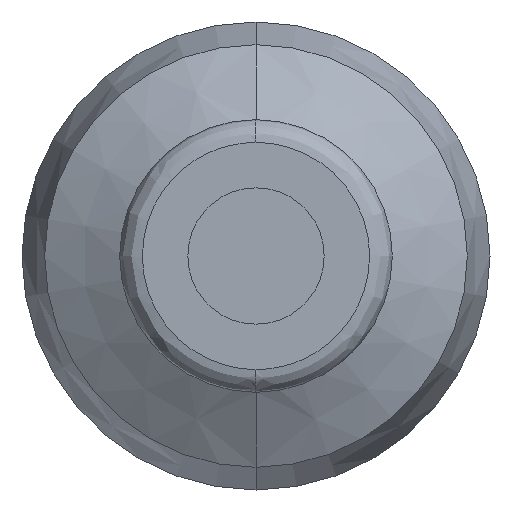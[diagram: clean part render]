
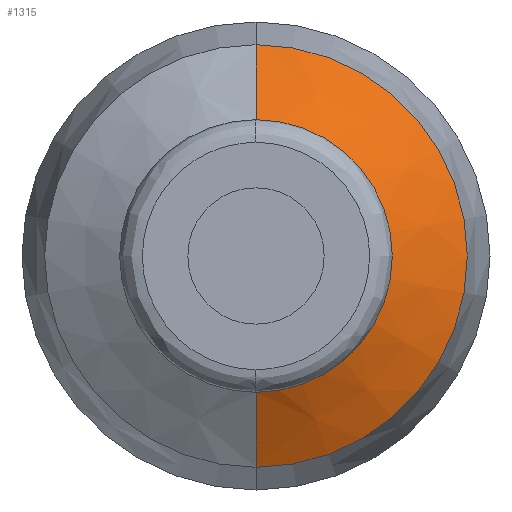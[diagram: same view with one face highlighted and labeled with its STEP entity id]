
A CAD part, front view. The second image highlights one B-rep face of the part: STEP entity #1315.
In plain terms, the highlighted conical face has half-angle 60 degrees and reference radius 3 mm.
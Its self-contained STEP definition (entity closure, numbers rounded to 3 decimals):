
#100 = EDGE_CURVE ( 'NONE', #1836, #1833, #583, .T. ) ;
#151 = VERTEX_POINT ( 'NONE', #1614 ) ;
#299 = EDGE_CURVE ( 'NONE', #151, #1085, #413, .T. ) ;
#367 = CARTESIAN_POINT ( 'NONE',  ( 0., 16.8, 0. ) ) ;
#413 = CIRCLE ( 'NONE', #839, 4.65 ) ;
#547 = DIRECTION ( 'NONE',  ( 0., 1., 0. ) ) ;
#580 = DIRECTION ( 'NONE',  ( 0., 0., 1. ) ) ;
#583 = CIRCLE ( 'NONE', #747, 3. ) ;
#685 = CARTESIAN_POINT ( 'NONE',  ( 0., 17.753, 0. ) ) ;
#720 = ORIENTED_EDGE ( 'NONE', *, *, #1762, .F. ) ;
#725 = DIRECTION ( 'NONE',  ( 0., 0., -1. ) ) ;
#736 = DIRECTION ( 'NONE',  ( 0., -1., 0. ) ) ;
#737 = ORIENTED_EDGE ( 'NONE', *, *, #299, .T. ) ;
#741 = ORIENTED_EDGE ( 'NONE', *, *, #1784, .T. ) ;
#747 = AXIS2_PLACEMENT_3D ( 'NONE', #1492, #1498, #1509 ) ;
#760 = ORIENTED_EDGE ( 'NONE', *, *, #100, .F. ) ;
#817 = VECTOR ( 'NONE', #916, 1000. ) ;
#839 = AXIS2_PLACEMENT_3D ( 'NONE', #685, #736, #725 ) ;
#861 = CARTESIAN_POINT ( 'NONE',  ( 0., 16.8, 3. ) ) ;
#868 = CARTESIAN_POINT ( 'NONE',  ( 0., 16.8, -3. ) ) ;
#872 = DIRECTION ( 'NONE',  ( 0., 0.5, 0.866 ) ) ;
#916 = DIRECTION ( 'NONE',  ( 0., 0.5, -0.866 ) ) ;
#937 = CARTESIAN_POINT ( 'NONE',  ( 0., 16.8, -3. ) ) ;
#971 = CARTESIAN_POINT ( 'NONE',  ( 0., 16.8, 3. ) ) ;
#1022 = CARTESIAN_POINT ( 'NONE',  ( 0., 17.753, 4.65 ) ) ;
#1070 = EDGE_LOOP ( 'NONE', ( #760, #741, #737, #720 ) ) ;
#1085 = VERTEX_POINT ( 'NONE', #1022 ) ;
#1100 = AXIS2_PLACEMENT_3D ( 'NONE', #367, #547, #580 ) ;
#1118 = VECTOR ( 'NONE', #872, 1000. ) ;
#1122 = LINE ( 'NONE', #868, #817 ) ;
#1130 = LINE ( 'NONE', #861, #1118 ) ;
#1313 = CONICAL_SURFACE ( 'NONE', #1100, 3., 1.047 ) ;
#1315 = ADVANCED_FACE ( 'NONE', ( #1380 ), #1313, .T. ) ;
#1380 = FACE_OUTER_BOUND ( 'NONE', #1070, .T. ) ;
#1492 = CARTESIAN_POINT ( 'NONE',  ( 0., 16.8, 0. ) ) ;
#1498 = DIRECTION ( 'NONE',  ( 0., -1., 0. ) ) ;
#1509 = DIRECTION ( 'NONE',  ( 0., 0., 1. ) ) ;
#1614 = CARTESIAN_POINT ( 'NONE',  ( 0., 17.753, -4.65 ) ) ;
#1762 = EDGE_CURVE ( 'NONE', #1833, #1085, #1130, .T. ) ;
#1784 = EDGE_CURVE ( 'NONE', #1836, #151, #1122, .T. ) ;
#1833 = VERTEX_POINT ( 'NONE', #971 ) ;
#1836 = VERTEX_POINT ( 'NONE', #937 ) ;
